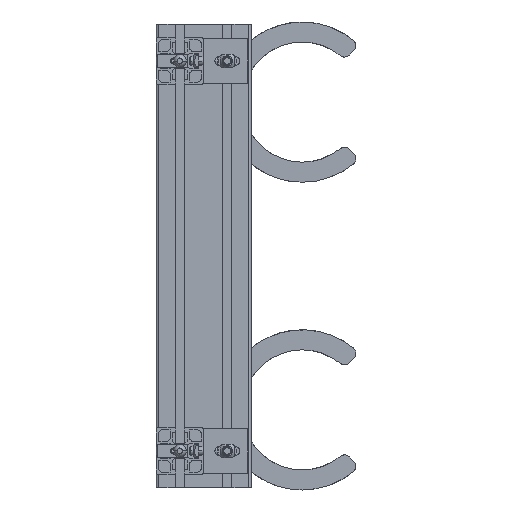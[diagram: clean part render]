
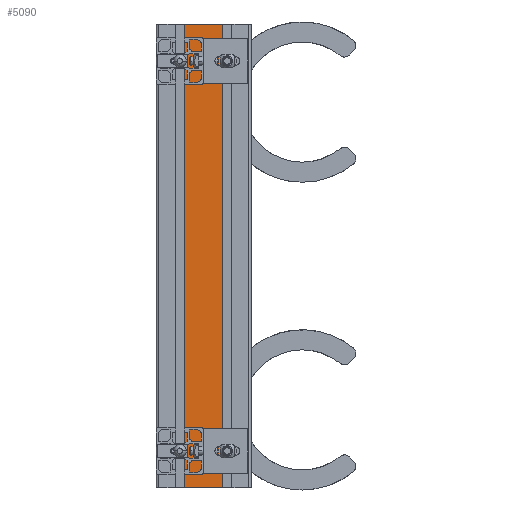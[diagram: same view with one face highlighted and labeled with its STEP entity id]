
A CAD part, front view. The second image highlights one B-rep face of the part: STEP entity #5090.
In plain terms, the highlighted face is planar.
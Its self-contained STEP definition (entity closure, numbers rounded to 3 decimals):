
#149=DIRECTION('',(0.,0.,-1.));
#150=VECTOR('',#149,36.2);
#151=CARTESIAN_POINT('',(0.,0.,63.1));
#152=LINE('',#151,#150);
#1193=DIRECTION('',(0.,-1.,0.));
#1194=VECTOR('',#1193,440.);
#1195=CARTESIAN_POINT('',(0.,440.,63.1));
#1196=LINE('',#1195,#1194);
#1201=DIRECTION('',(0.,0.,-1.));
#1202=VECTOR('',#1201,36.2);
#1203=CARTESIAN_POINT('',(0.,440.,63.1));
#1204=LINE('',#1203,#1202);
#1209=DIRECTION('',(0.,1.,0.));
#1210=VECTOR('',#1209,440.);
#1211=CARTESIAN_POINT('',(0.,0.,26.9));
#1212=LINE('',#1211,#1210);
#3415=CARTESIAN_POINT('',(0.,440.,26.9));
#3416=VERTEX_POINT('',#3415);
#3417=CARTESIAN_POINT('',(0.,440.,63.1));
#3418=VERTEX_POINT('',#3417);
#3641=CARTESIAN_POINT('',(0.,0.,26.9));
#3643=VERTEX_POINT('',#3641);
#3655=CARTESIAN_POINT('',(0.,0.,63.1));
#3656=VERTEX_POINT('',#3655);
#5077=CARTESIAN_POINT('',(0.,440.,45.));
#5078=DIRECTION('',(-1.,0.,0.));
#5079=DIRECTION('',(0.,0.,-1.));
#5080=AXIS2_PLACEMENT_3D('',#5077,#5078,#5079);
#5081=PLANE('',#5080);
#5083=ORIENTED_EDGE('',*,*,#5082,.T.);
#5085=ORIENTED_EDGE('',*,*,#5084,.F.);
#5086=ORIENTED_EDGE('',*,*,#5069,.T.);
#5087=ORIENTED_EDGE('',*,*,#3972,.T.);
#5088=EDGE_LOOP('',(#5083,#5085,#5086,#5087));
#5089=FACE_OUTER_BOUND('',#5088,.F.);
#5090=ADVANCED_FACE('',(#5089),#5081,.T.);
#3972=EDGE_CURVE('',#3656,#3643,#152,.T.);
#5069=EDGE_CURVE('',#3418,#3656,#1196,.T.);
#5082=EDGE_CURVE('',#3643,#3416,#1212,.T.);
#5084=EDGE_CURVE('',#3418,#3416,#1204,.T.);
